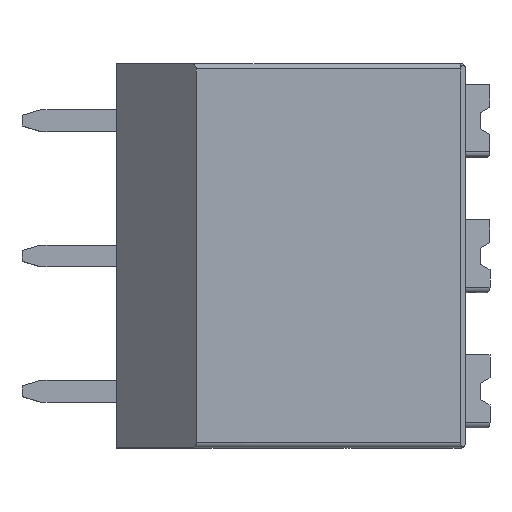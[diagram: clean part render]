
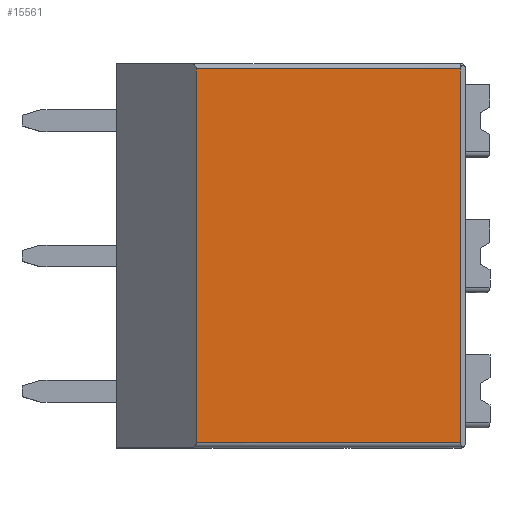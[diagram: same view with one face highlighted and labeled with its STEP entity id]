
A CAD part, top view. The second image highlights one B-rep face of the part: STEP entity #15561.
In plain terms, the highlighted planar face has unit normal (0, 0, 1).
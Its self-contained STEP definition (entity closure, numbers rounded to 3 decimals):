
#711=LINE('',#21082,#1855);
#712=LINE('',#21088,#1856);
#714=LINE('',#21094,#1858);
#715=LINE('',#21096,#1859);
#1855=VECTOR('',#17631,1000.);
#1856=VECTOR('',#17638,1000.);
#1858=VECTOR('',#17644,1000.);
#1859=VECTOR('',#17645,1000.);
#3348=ORIENTED_EDGE('',*,*,#6579,.T.);
#3349=ORIENTED_EDGE('',*,*,#6580,.T.);
#3350=ORIENTED_EDGE('',*,*,#6573,.T.);
#3351=ORIENTED_EDGE('',*,*,#6576,.T.);
#6573=EDGE_CURVE('',#8205,#8202,#711,.T.);
#6576=EDGE_CURVE('',#8202,#8207,#712,.T.);
#6579=EDGE_CURVE('',#8207,#8209,#714,.T.);
#6580=EDGE_CURVE('',#8209,#8205,#715,.T.);
#8202=VERTEX_POINT('',#21073);
#8205=VERTEX_POINT('',#21083);
#8207=VERTEX_POINT('',#21089);
#8209=VERTEX_POINT('',#21095);
#9538=EDGE_LOOP('',(#3348,#3349,#3350,#3351));
#10186=FACE_BOUND('',#9538,.T.);
#10795=PLANE('',#16261);
#15561=ADVANCED_FACE('',(#10186),#10795,.T.);
#16261=AXIS2_PLACEMENT_3D('',#21093,#17642,#17643);
#17631=DIRECTION('',(0.,1.,0.));
#17638=DIRECTION('',(-1.,0.,0.));
#17642=DIRECTION('',(0.,0.,1.));
#17643=DIRECTION('',(-1.,0.,0.));
#17644=DIRECTION('',(0.,-1.,0.));
#17645=DIRECTION('',(1.,0.,0.));
#21073=CARTESIAN_POINT('',(12.7,14.,12.5));
#21082=CARTESIAN_POINT('',(12.7,-4.8,12.5));
#21083=CARTESIAN_POINT('',(12.7,0.2,12.5));
#21088=CARTESIAN_POINT('',(12.7,14.,12.5));
#21089=CARTESIAN_POINT('',(2.942,14.,12.5));
#21093=CARTESIAN_POINT('',(7.821,-2.7,12.5));
#21094=CARTESIAN_POINT('',(2.942,3.675,12.5));
#21095=CARTESIAN_POINT('',(2.942,0.2,12.5));
#21096=CARTESIAN_POINT('',(2.942,0.2,12.5));
